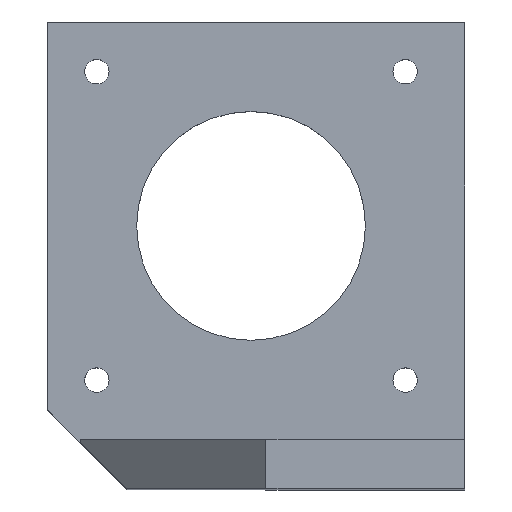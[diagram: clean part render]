
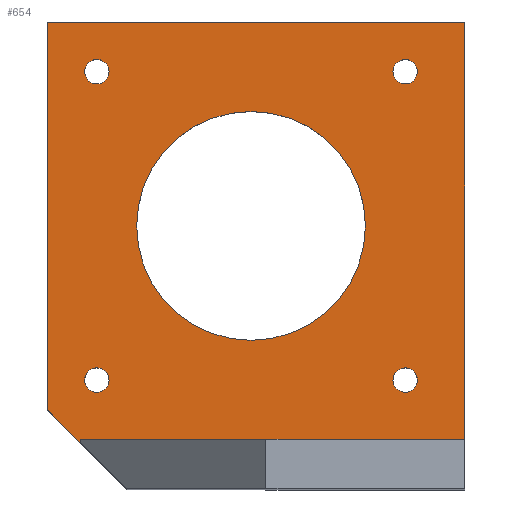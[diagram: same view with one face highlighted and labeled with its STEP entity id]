
A CAD part, top view. The second image highlights one B-rep face of the part: STEP entity #654.
In plain terms, the highlighted planar face has unit normal (0, 0, 1).
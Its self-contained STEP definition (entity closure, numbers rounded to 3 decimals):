
#31=FACE_BOUND('',#123,.T.);
#32=FACE_BOUND('',#124,.T.);
#33=FACE_BOUND('',#125,.T.);
#34=FACE_BOUND('',#126,.T.);
#35=FACE_BOUND('',#127,.T.);
#45=CIRCLE('',#697,11.5);
#46=CIRCLE('',#706,1.23);
#47=CIRCLE('',#708,1.23);
#48=CIRCLE('',#710,1.23);
#49=CIRCLE('',#712,1.23);
#81=FACE_OUTER_BOUND('',#122,.T.);
#122=EDGE_LOOP('',(#585,#586,#587,#588,#589,#590,#591,#592));
#123=EDGE_LOOP('',(#593));
#124=EDGE_LOOP('',(#594));
#125=EDGE_LOOP('',(#595));
#126=EDGE_LOOP('',(#596));
#127=EDGE_LOOP('',(#597));
#134=LINE('',#899,#208);
#138=LINE('',#906,#212);
#162=LINE('',#962,#236);
#168=LINE('',#975,#242);
#176=LINE('',#1000,#250);
#194=LINE('',#1038,#268);
#195=LINE('',#1041,#269);
#201=LINE('',#1060,#275);
#208=VECTOR('',#727,10.);
#212=VECTOR('',#733,10.);
#236=VECTOR('',#777,10.);
#242=VECTOR('',#789,10.);
#250=VECTOR('',#811,10.);
#268=VECTOR('',#853,10.);
#269=VECTOR('',#856,10.);
#275=VECTOR('',#880,1.);
#281=VERTEX_POINT('',#896);
#282=VERTEX_POINT('',#898);
#284=VERTEX_POINT('',#904);
#306=VERTEX_POINT('',#960);
#310=VERTEX_POINT('',#974);
#320=VERTEX_POINT('',#999);
#323=VERTEX_POINT('',#1014);
#328=VERTEX_POINT('',#1036);
#329=VERTEX_POINT('',#1040);
#330=VERTEX_POINT('',#1044);
#331=VERTEX_POINT('',#1048);
#332=VERTEX_POINT('',#1052);
#333=VERTEX_POINT('',#1056);
#340=EDGE_CURVE('',#282,#281,#134,.T.);
#344=EDGE_CURVE('',#281,#284,#138,.T.);
#372=EDGE_CURVE('',#306,#284,#162,.T.);
#378=EDGE_CURVE('',#282,#310,#168,.T.);
#391=EDGE_CURVE('',#320,#310,#176,.T.);
#398=EDGE_CURVE('',#323,#323,#45,.T.);
#410=EDGE_CURVE('',#306,#328,#194,.T.);
#411=EDGE_CURVE('',#329,#328,#195,.T.);
#414=EDGE_CURVE('',#330,#330,#46,.T.);
#416=EDGE_CURVE('',#331,#331,#47,.T.);
#418=EDGE_CURVE('',#332,#332,#48,.T.);
#420=EDGE_CURVE('',#333,#333,#49,.T.);
#421=EDGE_CURVE('',#320,#329,#201,.T.);
#585=ORIENTED_EDGE('',*,*,#344,.T.);
#586=ORIENTED_EDGE('',*,*,#372,.F.);
#587=ORIENTED_EDGE('',*,*,#410,.T.);
#588=ORIENTED_EDGE('',*,*,#411,.F.);
#589=ORIENTED_EDGE('',*,*,#421,.F.);
#590=ORIENTED_EDGE('',*,*,#391,.T.);
#591=ORIENTED_EDGE('',*,*,#378,.F.);
#592=ORIENTED_EDGE('',*,*,#340,.T.);
#593=ORIENTED_EDGE('',*,*,#398,.T.);
#594=ORIENTED_EDGE('',*,*,#420,.T.);
#595=ORIENTED_EDGE('',*,*,#418,.T.);
#596=ORIENTED_EDGE('',*,*,#416,.T.);
#597=ORIENTED_EDGE('',*,*,#414,.T.);
#622=PLANE('',#714);
#654=ADVANCED_FACE('',(#81,#31,#32,#33,#34,#35),#622,.F.);
#697=AXIS2_PLACEMENT_3D('',#1015,#828,#829);
#706=AXIS2_PLACEMENT_3D('',#1046,#861,#862);
#708=AXIS2_PLACEMENT_3D('',#1050,#866,#867);
#710=AXIS2_PLACEMENT_3D('',#1054,#871,#872);
#712=AXIS2_PLACEMENT_3D('',#1058,#876,#877);
#714=AXIS2_PLACEMENT_3D('',#1061,#881,#882);
#727=DIRECTION('',(0.,1.,0.));
#733=DIRECTION('',(1.,0.,0.));
#777=DIRECTION('',(0.,-1.,0.));
#789=DIRECTION('',(-0.707,0.707,0.));
#811=DIRECTION('',(0.,-1.,0.));
#828=DIRECTION('center_axis',(0.,0.,
-1.));
#829=DIRECTION('ref_axis',(1.,0.,0.));
#853=DIRECTION('',(1.,0.,0.));
#856=DIRECTION('',(0.,-1.,0.));
#861=DIRECTION('center_axis',(0.,0.,
-1.));
#862=DIRECTION('ref_axis',(-1.,0.,0.));
#866=DIRECTION('center_axis',(0.,0.,
-1.));
#867=DIRECTION('ref_axis',(-1.,0.,0.));
#871=DIRECTION('center_axis',(0.,0.,
-1.));
#872=DIRECTION('ref_axis',(-1.,0.,0.));
#876=DIRECTION('center_axis',(0.,0.,
-1.));
#877=DIRECTION('ref_axis',(-1.,0.,0.));
#880=DIRECTION('',(1.,0.,0.));
#881=DIRECTION('center_axis',(0.,0.,
-1.));
#882=DIRECTION('ref_axis',(0.,-1.,0.));
#896=CARTESIAN_POINT('',(131.365,-149.744,-39.45));
#898=CARTESIAN_POINT('',(131.365,-150.059,-39.45));
#899=CARTESIAN_POINT('',(131.365,-138.969,-39.45));
#904=CARTESIAN_POINT('',(170.,-149.744,-39.45));
#906=CARTESIAN_POINT('',(159.25,-149.744,-39.45));
#960=CARTESIAN_POINT('',(170.,-111.401,-39.45));
#962=CARTESIAN_POINT('',(170.,-131.798,-39.45));
#974=CARTESIAN_POINT('',(128.,-146.694,-39.45));
#975=CARTESIAN_POINT('',(130.5,-149.194,-39.45));
#999=CARTESIAN_POINT('',(128.,-107.694,-39.45));
#1000=CARTESIAN_POINT('',(128.,-148.694,-39.45));
#1014=CARTESIAN_POINT('',(137.,-128.194,-39.45));
#1015=CARTESIAN_POINT('Origin',(148.5,-128.194,-39.45));
#1036=CARTESIAN_POINT('',(170.,-111.401,-39.45));
#1038=CARTESIAN_POINT('',(169.225,-111.401,-39.45));
#1040=CARTESIAN_POINT('',(170.,-107.694,-39.45));
#1041=CARTESIAN_POINT('',(170.,-118.929,-39.45));
#1044=CARTESIAN_POINT('',(134.23,-143.694,-39.45));
#1046=CARTESIAN_POINT('Origin',(133.,-143.694,-39.45));
#1048=CARTESIAN_POINT('',(134.23,-112.694,-39.45));
#1050=CARTESIAN_POINT('Origin',(133.,-112.694,-39.45));
#1052=CARTESIAN_POINT('',(165.23,-143.694,-39.45));
#1054=CARTESIAN_POINT('Origin',(164.,-143.694,-39.45));
#1056=CARTESIAN_POINT('',(165.23,-112.694,-39.45));
#1058=CARTESIAN_POINT('Origin',(164.,-112.694,-39.45));
#1060=CARTESIAN_POINT('',(131.529,-107.694,-39.45));
#1061=CARTESIAN_POINT('Origin',(148.5,-128.194,-39.45));
